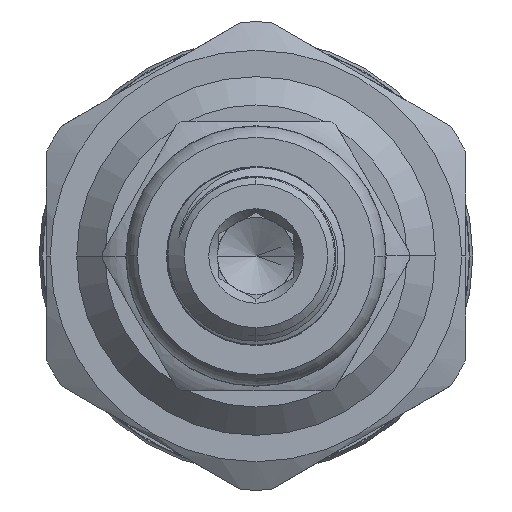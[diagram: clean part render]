
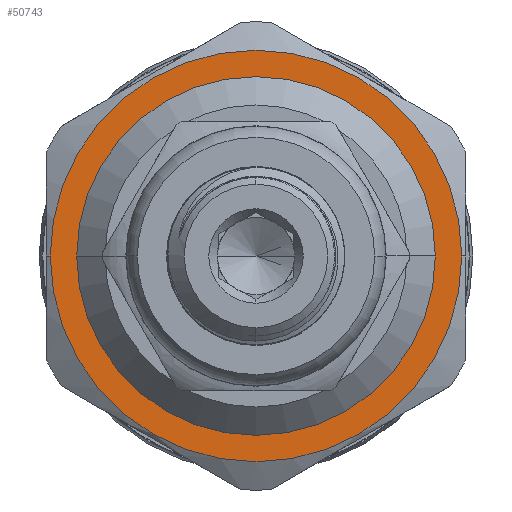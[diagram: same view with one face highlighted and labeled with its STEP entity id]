
A CAD part, left-side view. The second image highlights one B-rep face of the part: STEP entity #50743.
In plain terms, the highlighted planar face has unit normal (-1, 0, 0).
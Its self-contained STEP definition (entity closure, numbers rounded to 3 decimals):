
#3296 = EDGE_LOOP ( 'NONE', ( #20531, #34642 ) ) ;
#4294 = CARTESIAN_POINT ( 'NONE',  ( -34.893, -9.5, 0. ) ) ;
#4454 = PLANE ( 'NONE',  #24357 ) ;
#4881 = DIRECTION ( 'NONE',  ( 1., 0., 0. ) ) ;
#12013 = ORIENTED_EDGE ( 'NONE', *, *, #21833, .T. ) ;
#13626 = DIRECTION ( 'NONE',  ( 0., 1., 0. ) ) ;
#13842 = CARTESIAN_POINT ( 'NONE',  ( -34.893, 0., 0. ) ) ;
#14403 = DIRECTION ( 'NONE',  ( -1., 0., 0. ) ) ;
#14441 = EDGE_LOOP ( 'NONE', ( #12013, #56274 ) ) ;
#14681 = CARTESIAN_POINT ( 'NONE',  ( -34.893, 0., -9.5 ) ) ;
#16634 = EDGE_CURVE ( 'NONE', #46384, #33225, #46497, .T. ) ;
#17248 = CARTESIAN_POINT ( 'NONE',  ( -34.893, 10.9, 0. ) ) ;
#17366 = CIRCLE ( 'NONE', #37216, 9.5 ) ;
#19047 = DIRECTION ( 'NONE',  ( 0., 1., 0. ) ) ;
#19615 = FACE_BOUND ( 'NONE', #3296, .T. ) ;
#20531 = ORIENTED_EDGE ( 'NONE', *, *, #16634, .F. ) ;
#21833 = EDGE_CURVE ( 'NONE', #43816, #34050, #59468, .T. ) ;
#22009 = AXIS2_PLACEMENT_3D ( 'NONE', #24248, #33816, #13626 ) ;
#24248 = CARTESIAN_POINT ( 'NONE',  ( -34.893, 0., 0. ) ) ;
#24357 = AXIS2_PLACEMENT_3D ( 'NONE', #14681, #4881, #49165 ) ;
#33225 = VERTEX_POINT ( 'NONE', #4294 ) ;
#33816 = DIRECTION ( 'NONE',  ( -1., 0., 0. ) ) ;
#34050 = VERTEX_POINT ( 'NONE', #17248 ) ;
#34591 = EDGE_CURVE ( 'NONE', #33225, #46384, #17366, .T. ) ;
#34642 = ORIENTED_EDGE ( 'NONE', *, *, #34591, .F. ) ;
#35978 = AXIS2_PLACEMENT_3D ( 'NONE', #54323, #14403, #59325 ) ;
#36169 = DIRECTION ( 'NONE',  ( -1., 0., 0. ) ) ;
#36541 = EDGE_CURVE ( 'NONE', #34050, #43816, #56090, .T. ) ;
#36638 = FACE_OUTER_BOUND ( 'NONE', #14441, .T. ) ;
#37216 = AXIS2_PLACEMENT_3D ( 'NONE', #40938, #36169, #41147 ) ;
#40938 = CARTESIAN_POINT ( 'NONE',  ( -34.893, 0., 0. ) ) ;
#41147 = DIRECTION ( 'NONE',  ( 0., 1., 0. ) ) ;
#42272 = CARTESIAN_POINT ( 'NONE',  ( -34.893, -10.9, 0. ) ) ;
#43816 = VERTEX_POINT ( 'NONE', #42272 ) ;
#46384 = VERTEX_POINT ( 'NONE', #51818 ) ;
#46497 = CIRCLE ( 'NONE', #47974, 9.5 ) ;
#47974 = AXIS2_PLACEMENT_3D ( 'NONE', #13842, #49200, #19047 ) ;
#49165 = DIRECTION ( 'NONE',  ( 0., -1., 0. ) ) ;
#49200 = DIRECTION ( 'NONE',  ( -1., 0., 0. ) ) ;
#50743 = ADVANCED_FACE ( 'NONE', ( #19615, #36638 ), #4454, .F. ) ;
#51818 = CARTESIAN_POINT ( 'NONE',  ( -34.893, 9.5, 0. ) ) ;
#54323 = CARTESIAN_POINT ( 'NONE',  ( -34.893, 0., 0. ) ) ;
#56090 = CIRCLE ( 'NONE', #22009, 10.9 ) ;
#56274 = ORIENTED_EDGE ( 'NONE', *, *, #36541, .T. ) ;
#59325 = DIRECTION ( 'NONE',  ( 0., 1., 0. ) ) ;
#59468 = CIRCLE ( 'NONE', #35978, 10.9 ) ;
